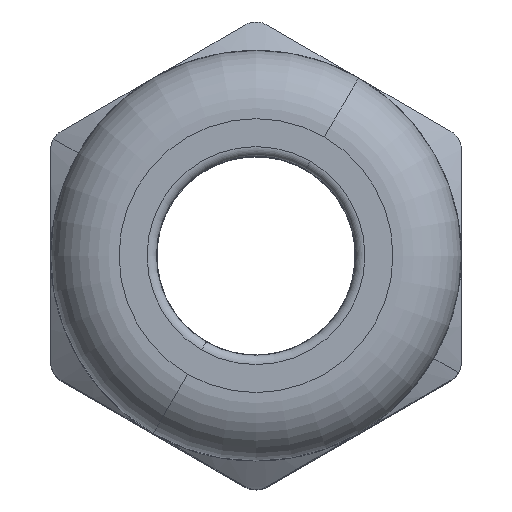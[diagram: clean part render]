
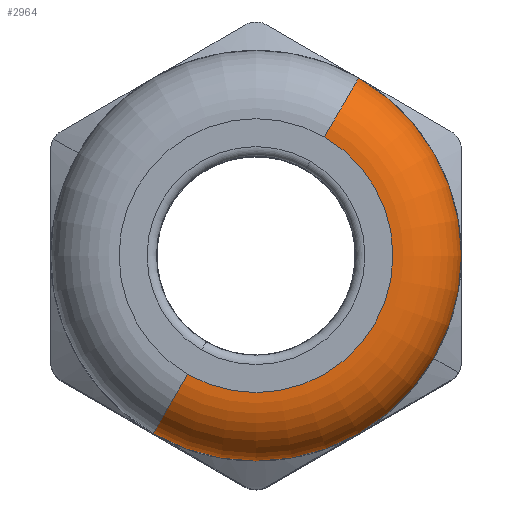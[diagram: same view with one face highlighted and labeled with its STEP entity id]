
A CAD part, top view. The second image highlights one B-rep face of the part: STEP entity #2964.
In plain terms, the highlighted toroidal (fillet/blend) face has major radius 7.516 mm and minor radius 3.484 mm.
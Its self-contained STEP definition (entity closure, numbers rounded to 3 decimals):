
#2710=AXIS2_PLACEMENT_3D('Circle Axis2P3D',#2708,#2709,$) ;
#2898=AXIS2_PLACEMENT_3D('Circle Axis2P3D',#2896,#2897,$) ;
#2928=AXIS2_PLACEMENT_3D('Torus Axis2P3D',#2925,#2926,#2927) ;
#2932=AXIS2_PLACEMENT_3D('Circle Axis2P3D',#2930,#2931,$) ;
#2939=AXIS2_PLACEMENT_3D('Circle Axis2P3D',#2937,#2938,$) ;
#2946=AXIS2_PLACEMENT_3D('Circle Axis2P3D',#2944,#2945,$) ;
#2953=AXIS2_PLACEMENT_3D('Circle Axis2P3D',#2951,#2952,$) ;
#2705=CARTESIAN_POINT('Vertex',(20.526,7.032,33.52)) ;
#2708=CARTESIAN_POINT('Axis2P3D Location',(11.,12.532,33.52)) ;
#2712=CARTESIAN_POINT('Vertex',(5.5,3.005,33.52)) ;
#2893=CARTESIAN_POINT('Vertex',(16.5,22.058,33.52)) ;
#2896=CARTESIAN_POINT('Axis2P3D Location',(11.,12.532,33.52)) ;
#2925=CARTESIAN_POINT('Axis2P3D Location',(11.,12.532,33.52)) ;
#2930=CARTESIAN_POINT('Axis2P3D Location',(14.758,19.04,33.52)) ;
#2934=CARTESIAN_POINT('Vertex',(14.67,18.888,37.)) ;
#2937=CARTESIAN_POINT('Axis2P3D Location',(11.,12.532,37.)) ;
#2941=CARTESIAN_POINT('Vertex',(17.357,8.862,37.)) ;
#2944=CARTESIAN_POINT('Axis2P3D Location',(11.,12.532,37.)) ;
#2948=CARTESIAN_POINT('Vertex',(7.33,6.175,37.)) ;
#2951=CARTESIAN_POINT('Axis2P3D Location',(7.242,6.023,33.52)) ;
#2709=DIRECTION('Axis2P3D Direction',(0.,0.,-1.)) ;
#2897=DIRECTION('Axis2P3D Direction',(0.,0.,-1.)) ;
#2926=DIRECTION('Axis2P3D Direction',(0.,0.,-1.)) ;
#2927=DIRECTION('Axis2P3D XDirection',(0.5,0.866,0.)) ;
#2931=DIRECTION('Axis2P3D Direction',(-0.866,0.5,0.)) ;
#2938=DIRECTION('Axis2P3D Direction',(0.,0.,-1.)) ;
#2945=DIRECTION('Axis2P3D Direction',(0.,0.,-1.)) ;
#2952=DIRECTION('Axis2P3D Direction',(0.866,-0.5,0.)) ;
#2957=ORIENTED_EDGE('',*,*,#2936,.F.) ;
#2958=ORIENTED_EDGE('',*,*,#2943,.T.) ;
#2959=ORIENTED_EDGE('',*,*,#2950,.T.) ;
#2960=ORIENTED_EDGE('',*,*,#2955,.F.) ;
#2961=ORIENTED_EDGE('',*,*,#2714,.F.) ;
#2962=ORIENTED_EDGE('',*,*,#2900,.F.) ;
#2964=ADVANCED_FACE('VG_PG_11_DG\\Hauptk\X2\00F6\X0\rper',(#2963),#2929,.T.) ;
#2711=CIRCLE('generated circle',#2710,11.) ;
#2899=CIRCLE('generated circle',#2898,11.) ;
#2933=CIRCLE('generated circle',#2932,3.484) ;
#2940=CIRCLE('generated circle',#2939,7.34) ;
#2947=CIRCLE('generated circle',#2946,7.34) ;
#2954=CIRCLE('generated circle',#2953,3.484) ;
#2929=TOROIDAL_SURFACE('homeo Torus',#2928,7.516,3.484) ;
#2714=EDGE_CURVE('',#2706,#2713,#2711,.T.) ;
#2900=EDGE_CURVE('',#2894,#2706,#2899,.T.) ;
#2936=EDGE_CURVE('',#2935,#2894,#2933,.T.) ;
#2943=EDGE_CURVE('',#2935,#2942,#2940,.T.) ;
#2950=EDGE_CURVE('',#2942,#2949,#2947,.T.) ;
#2955=EDGE_CURVE('',#2713,#2949,#2954,.F.) ;
#2956=EDGE_LOOP('',(#2957,#2958,#2959,#2960,#2961,#2962)) ;
#2963=FACE_OUTER_BOUND('',#2956,.T.) ;
#2706=VERTEX_POINT('',#2705) ;
#2713=VERTEX_POINT('',#2712) ;
#2894=VERTEX_POINT('',#2893) ;
#2935=VERTEX_POINT('',#2934) ;
#2942=VERTEX_POINT('',#2941) ;
#2949=VERTEX_POINT('',#2948) ;
